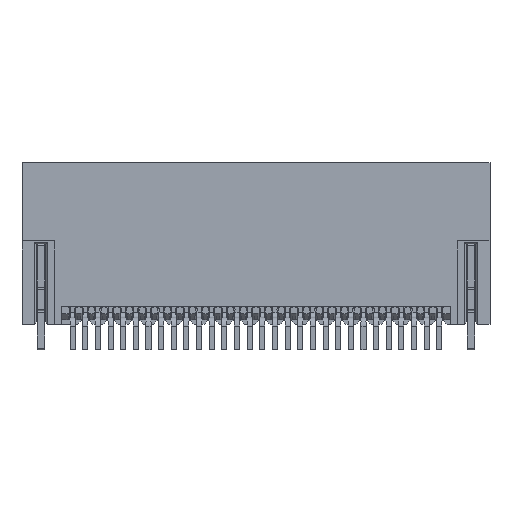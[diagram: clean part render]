
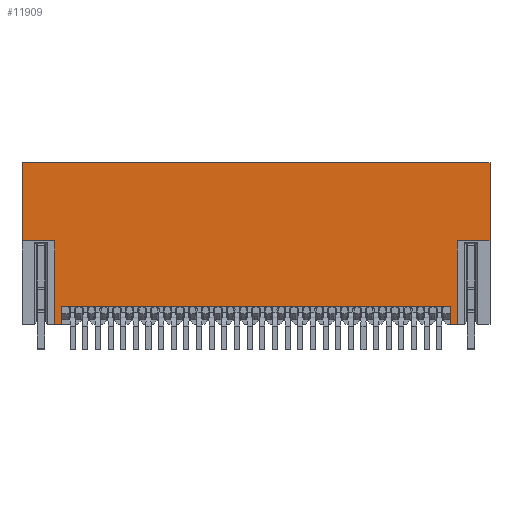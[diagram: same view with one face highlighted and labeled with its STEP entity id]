
A CAD part, front view. The second image highlights one B-rep face of the part: STEP entity #11909.
In plain terms, the highlighted planar face has unit normal (0, -1, 0).
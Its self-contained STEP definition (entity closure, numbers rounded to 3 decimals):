
#134 = CARTESIAN_POINT ( 'NONE',  ( 9.25, 0., 3.2 ) ) ;
#433 = VERTEX_POINT ( 'NONE', #37298 ) ;
#780 = VECTOR ( 'NONE', #20770, 1000. ) ;
#789 = VECTOR ( 'NONE', #2511, 1000. ) ;
#2190 = ORIENTED_EDGE ( 'NONE', *, *, #13450, .F. ) ;
#2228 = VERTEX_POINT ( 'NONE', #38138 ) ;
#2493 = DIRECTION ( 'NONE',  ( -1., 0., 0. ) ) ;
#2511 = DIRECTION ( 'NONE',  ( 1., 0., 0. ) ) ;
#2967 = EDGE_CURVE ( 'NONE', #10382, #32052, #40746, .T. ) ;
#3161 = LINE ( 'NONE', #42526, #30506 ) ;
#3717 = VECTOR ( 'NONE', #28318, 1000. ) ;
#3782 = CARTESIAN_POINT ( 'NONE',  ( -7.95, 0., -3.2 ) ) ;
#4248 = CARTESIAN_POINT ( 'NONE',  ( -9.25, 0., -3.2 ) ) ;
#4531 = CARTESIAN_POINT ( 'NONE',  ( -7.7, 0., -3.2 ) ) ;
#5275 = CARTESIAN_POINT ( 'NONE',  ( 7.7, 0., -3.2 ) ) ;
#5391 = EDGE_CURVE ( 'NONE', #2228, #15323, #10794, .T. ) ;
#5425 = VECTOR ( 'NONE', #22413, 1000. ) ;
#5427 = LINE ( 'NONE', #24656, #3717 ) ;
#5851 = EDGE_CURVE ( 'NONE', #17520, #433, #26156, .T. ) ;
#6859 = DIRECTION ( 'NONE',  ( -1., 0., 0. ) ) ;
#8057 = DIRECTION ( 'NONE',  ( 0., 0., 1. ) ) ;
#8224 = EDGE_CURVE ( 'NONE', #433, #30299, #46284, .T. ) ;
#9428 = CARTESIAN_POINT ( 'NONE',  ( 7.7, 0., -3.01 ) ) ;
#9541 = VERTEX_POINT ( 'NONE', #45217 ) ;
#9646 = VECTOR ( 'NONE', #33405, 1000. ) ;
#10318 = CARTESIAN_POINT ( 'NONE',  ( 7.7, 0., -2.5 ) ) ;
#10382 = VERTEX_POINT ( 'NONE', #10318 ) ;
#10520 = VECTOR ( 'NONE', #8057, 1000. ) ;
#10604 = CARTESIAN_POINT ( 'NONE',  ( 7.95, 0., -3.2 ) ) ;
#10794 = LINE ( 'NONE', #4248, #9646 ) ;
#10850 = EDGE_CURVE ( 'NONE', #30299, #18032, #3161, .T. ) ;
#10957 = EDGE_CURVE ( 'NONE', #32052, #20309, #5427, .T. ) ;
#11821 = CARTESIAN_POINT ( 'NONE',  ( 9.25, 0., 0.1 ) ) ;
#11909 = ADVANCED_FACE ( 'NONE', ( #34480 ), #23678, .F. ) ;
#11949 = ORIENTED_EDGE ( 'NONE', *, *, #40828, .F. ) ;
#12154 = CARTESIAN_POINT ( 'NONE',  ( 7.95, 0., 0.1 ) ) ;
#12765 = LINE ( 'NONE', #17732, #780 ) ;
#12984 = DIRECTION ( 'NONE',  ( 0., 1., 0. ) ) ;
#13450 = EDGE_CURVE ( 'NONE', #39300, #9541, #45397, .T. ) ;
#15323 = VERTEX_POINT ( 'NONE', #23557 ) ;
#15468 = EDGE_CURVE ( 'NONE', #18032, #38541, #33147, .T. ) ;
#17317 = CARTESIAN_POINT ( 'NONE',  ( -9.25, 0., 3.2 ) ) ;
#17520 = VERTEX_POINT ( 'NONE', #134 ) ;
#17732 = CARTESIAN_POINT ( 'NONE',  ( -9.25, 0., 0.1 ) ) ;
#17885 = EDGE_CURVE ( 'NONE', #15323, #17520, #38531, .T. ) ;
#18032 = VERTEX_POINT ( 'NONE', #10604 ) ;
#18191 = VECTOR ( 'NONE', #33431, 1000. ) ;
#18821 = EDGE_LOOP ( 'NONE', ( #29269, #24543, #2190, #11949, #40957, #41433, #29722, #41874, #33725, #28973, #24820, #44630 ) ) ;
#19648 = LINE ( 'NONE', #9428, #33935 ) ;
#20309 = VERTEX_POINT ( 'NONE', #4531 ) ;
#20770 = DIRECTION ( 'NONE',  ( -1., 0., 0. ) ) ;
#21332 = CARTESIAN_POINT ( 'NONE',  ( -7.95, 0., -3.2 ) ) ;
#22413 = DIRECTION ( 'NONE',  ( -1., 0., 0. ) ) ;
#23557 = CARTESIAN_POINT ( 'NONE',  ( -9.25, 0., 3.2 ) ) ;
#23678 = PLANE ( 'NONE',  #23905 ) ;
#23905 = AXIS2_PLACEMENT_3D ( 'NONE', #34680, #12984, #46180 ) ;
#24543 = ORIENTED_EDGE ( 'NONE', *, *, #35907, .F. ) ;
#24656 = CARTESIAN_POINT ( 'NONE',  ( -7.7, 0., -3.01 ) ) ;
#24739 = VECTOR ( 'NONE', #6859, 1000. ) ;
#24820 = ORIENTED_EDGE ( 'NONE', *, *, #5851, .F. ) ;
#25469 = CARTESIAN_POINT ( 'NONE',  ( 9.25, 0., -3.2 ) ) ;
#25543 = CARTESIAN_POINT ( 'NONE',  ( -7.7, 0., -2.5 ) ) ;
#26082 = CARTESIAN_POINT ( 'NONE',  ( -9.25, 0., -3.2 ) ) ;
#26156 = LINE ( 'NONE', #25469, #18191 ) ;
#28318 = DIRECTION ( 'NONE',  ( 0., 0., -1. ) ) ;
#28706 = CARTESIAN_POINT ( 'NONE',  ( 7.7, 0., -2.5 ) ) ;
#28973 = ORIENTED_EDGE ( 'NONE', *, *, #8224, .F. ) ;
#29269 = ORIENTED_EDGE ( 'NONE', *, *, #5391, .F. ) ;
#29722 = ORIENTED_EDGE ( 'NONE', *, *, #31871, .T. ) ;
#30299 = VERTEX_POINT ( 'NONE', #12154 ) ;
#30506 = VECTOR ( 'NONE', #30876, 1000. ) ;
#30553 = LINE ( 'NONE', #26082, #5425 ) ;
#30876 = DIRECTION ( 'NONE',  ( 0., 0., -1. ) ) ;
#31871 = EDGE_CURVE ( 'NONE', #10382, #38541, #19648, .T. ) ;
#32052 = VERTEX_POINT ( 'NONE', #25543 ) ;
#33147 = LINE ( 'NONE', #46053, #46861 ) ;
#33405 = DIRECTION ( 'NONE',  ( 0., 0., 1. ) ) ;
#33431 = DIRECTION ( 'NONE',  ( 0., 0., -1. ) ) ;
#33725 = ORIENTED_EDGE ( 'NONE', *, *, #10850, .F. ) ;
#33935 = VECTOR ( 'NONE', #34814, 1000. ) ;
#34480 = FACE_OUTER_BOUND ( 'NONE', #18821, .T. ) ;
#34680 = CARTESIAN_POINT ( 'NONE',  ( -9.25, 0., 3.2 ) ) ;
#34814 = DIRECTION ( 'NONE',  ( 0., 0., -1. ) ) ;
#35907 = EDGE_CURVE ( 'NONE', #9541, #2228, #12765, .T. ) ;
#37298 = CARTESIAN_POINT ( 'NONE',  ( 9.25, 0., 0.1 ) ) ;
#38138 = CARTESIAN_POINT ( 'NONE',  ( -9.25, 0., 0.1 ) ) ;
#38531 = LINE ( 'NONE', #17317, #789 ) ;
#38541 = VERTEX_POINT ( 'NONE', #5275 ) ;
#39300 = VERTEX_POINT ( 'NONE', #21332 ) ;
#40586 = VECTOR ( 'NONE', #44734, 1000. ) ;
#40746 = LINE ( 'NONE', #28706, #24739 ) ;
#40828 = EDGE_CURVE ( 'NONE', #20309, #39300, #30553, .T. ) ;
#40957 = ORIENTED_EDGE ( 'NONE', *, *, #10957, .F. ) ;
#41433 = ORIENTED_EDGE ( 'NONE', *, *, #2967, .F. ) ;
#41874 = ORIENTED_EDGE ( 'NONE', *, *, #15468, .F. ) ;
#42526 = CARTESIAN_POINT ( 'NONE',  ( 7.95, 0., -3.2 ) ) ;
#44630 = ORIENTED_EDGE ( 'NONE', *, *, #17885, .F. ) ;
#44734 = DIRECTION ( 'NONE',  ( -1., 0., 0. ) ) ;
#45217 = CARTESIAN_POINT ( 'NONE',  ( -7.95, 0., 0.1 ) ) ;
#45397 = LINE ( 'NONE', #3782, #10520 ) ;
#46053 = CARTESIAN_POINT ( 'NONE',  ( -9.25, 0., -3.2 ) ) ;
#46180 = DIRECTION ( 'NONE',  ( 0., 0., 1. ) ) ;
#46284 = LINE ( 'NONE', #11821, #40586 ) ;
#46861 = VECTOR ( 'NONE', #2493, 1000. ) ;
